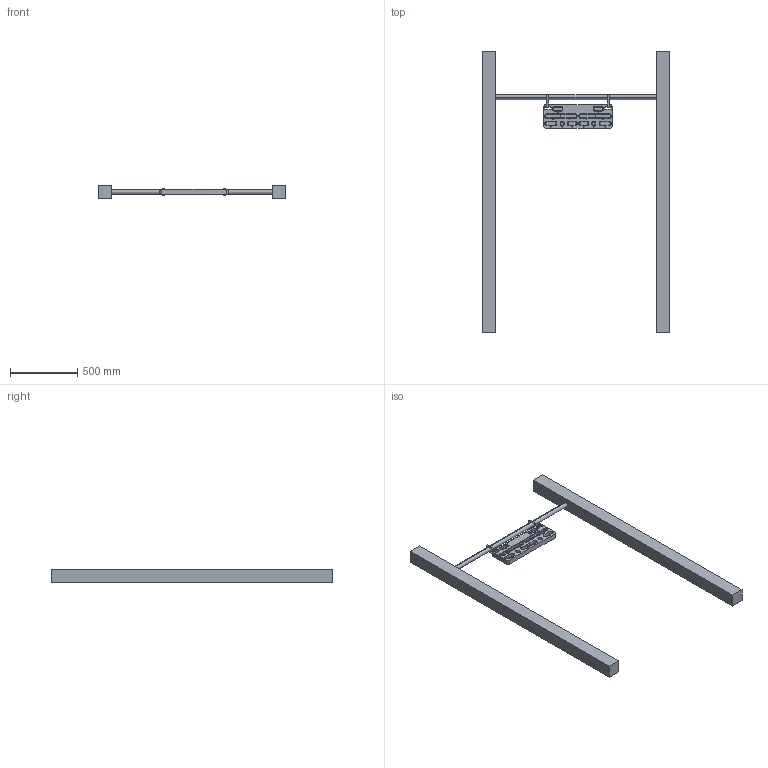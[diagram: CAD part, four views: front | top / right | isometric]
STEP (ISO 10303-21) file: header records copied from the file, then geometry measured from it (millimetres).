
FILE_DESCRIPTION (( 'STEP AP203' ), '1' );
FILE_NAME ('hangboardsystem.STEP', '2025-11-17T17:37:24', ( '' ), ( '' ), 'SwSTEP 2.0', 'SolidWorks 2025', '' );
FILE_SCHEMA (( 'CONFIG_CONTROL_DESIGN' ));
Length unit declared in the file: millimetre
Products named in the file (4): nylon straps; pull-up bar; Hangboard Draft; hangboardsystem
Assembly tree (4 placements, depth 2):
  hangboardsystem
    Hangboard Draft
    nylon straps  x2
    pull-up bar
Bounding box: 1400 x 2100 x 100 mm (x, y, z)
Volume: 45452637.9 mm3; surface area: 2181497.8 mm2
Topology: 4 solids, 4 shells, 347 faces, 826 edges, 500 vertices
Faces by surface type: cylinder 170, plane 97, torus 80
Entity records: 9966 total; most frequent: DIRECTION 1846, CARTESIAN_POINT 1606, ORIENTED_EDGE 1556, EDGE_CURVE 778, AXIS2_PLACEMENT_3D 740, VERTEX_POINT 468, CIRCLE 404, EDGE_LOOP 372
